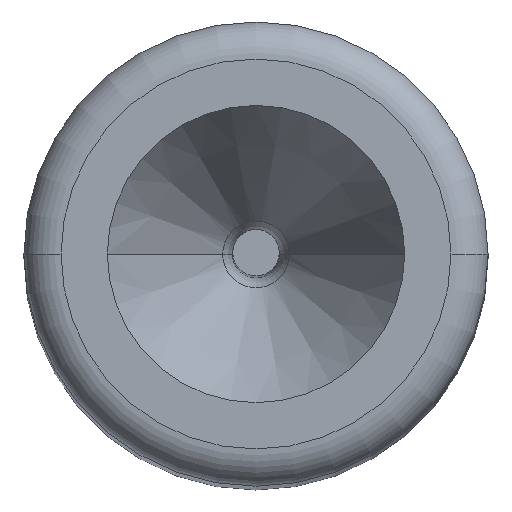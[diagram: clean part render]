
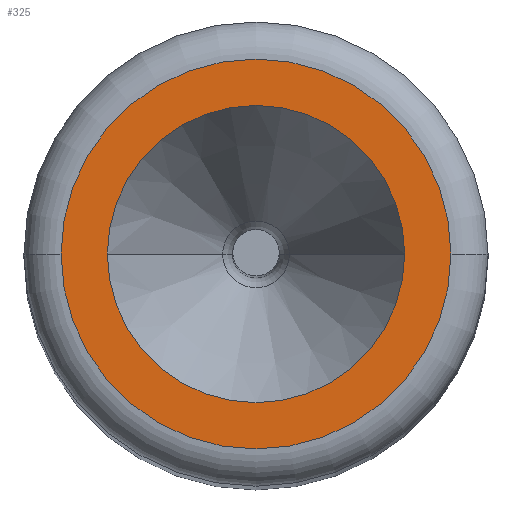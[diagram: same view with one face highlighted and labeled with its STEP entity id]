
A CAD part, top view. The second image highlights one B-rep face of the part: STEP entity #325.
In plain terms, the highlighted planar face has unit normal (0, 0, 1).
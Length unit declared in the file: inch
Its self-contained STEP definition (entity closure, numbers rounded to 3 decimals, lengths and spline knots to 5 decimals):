
#6 = CARTESIAN_POINT ( 'NONE',  ( 0.02065, 0., 0. ) ) ;
#8 = DIRECTION ( 'NONE',  ( -1., 0., 0. ) ) ;
#40 = AXIS2_PLACEMENT_3D ( 'NONE', #505, #52, #8 ) ;
#52 = DIRECTION ( 'NONE',  ( 0., 0., -1. ) ) ;
#67 = CARTESIAN_POINT ( 'NONE',  ( 0.01575, 0., 0. ) ) ;
#80 = EDGE_LOOP ( 'NONE', ( #457, #513 ) ) ;
#85 = CARTESIAN_POINT ( 'NONE',  ( 0., 0., 0. ) ) ;
#108 = CIRCLE ( 'NONE', #494, 0.02065 ) ;
#109 = CARTESIAN_POINT ( 'NONE',  ( -0.02065, 0., 0. ) ) ;
#152 = CARTESIAN_POINT ( 'NONE',  ( 0., 0., 0. ) ) ;
#155 = DIRECTION ( 'NONE',  ( 0., 0., -1. ) ) ;
#160 = DIRECTION ( 'NONE',  ( -1., 0., 0. ) ) ;
#162 = ORIENTED_EDGE ( 'NONE', *, *, #496, .T. ) ;
#165 = EDGE_CURVE ( 'NONE', #194, #311, #220, .T. ) ;
#190 = EDGE_LOOP ( 'NONE', ( #201, #162 ) ) ;
#194 = VERTEX_POINT ( 'NONE', #409 ) ;
#201 = ORIENTED_EDGE ( 'NONE', *, *, #339, .T. ) ;
#202 = VERTEX_POINT ( 'NONE', #109 ) ;
#220 = CIRCLE ( 'NONE', #495, 0.01575 ) ;
#225 = DIRECTION ( 'NONE',  ( 0., 0., 1. ) ) ;
#242 = DIRECTION ( 'NONE',  ( 1., 0., 0. ) ) ;
#243 = CIRCLE ( 'NONE', #320, 0.02065 ) ;
#300 = VERTEX_POINT ( 'NONE', #6 ) ;
#301 = PLANE ( 'NONE',  #512 ) ;
#305 = DIRECTION ( 'NONE',  ( 0., 0., 1. ) ) ;
#311 = VERTEX_POINT ( 'NONE', #67 ) ;
#320 = AXIS2_PLACEMENT_3D ( 'NONE', #487, #305, #242 ) ;
#325 = ADVANCED_FACE ( 'NONE', ( #380, #443 ), #301, .T. ) ;
#334 = DIRECTION ( 'NONE',  ( 1., 0., 0. ) ) ;
#338 = DIRECTION ( 'NONE',  ( 0., 0., 1. ) ) ;
#339 = EDGE_CURVE ( 'NONE', #300, #202, #108, .T. ) ;
#350 = CARTESIAN_POINT ( 'NONE',  ( 0., 0., 0. ) ) ;
#380 = FACE_OUTER_BOUND ( 'NONE', #190, .T. ) ;
#402 = CIRCLE ( 'NONE', #40, 0.01575 ) ;
#409 = CARTESIAN_POINT ( 'NONE',  ( -0.01575, 0., 0. ) ) ;
#437 = EDGE_CURVE ( 'NONE', #311, #194, #402, .T. ) ;
#443 = FACE_BOUND ( 'NONE', #80, .T. ) ;
#457 = ORIENTED_EDGE ( 'NONE', *, *, #437, .T. ) ;
#487 = CARTESIAN_POINT ( 'NONE',  ( 0., 0., 0. ) ) ;
#494 = AXIS2_PLACEMENT_3D ( 'NONE', #85, #338, #334 ) ;
#495 = AXIS2_PLACEMENT_3D ( 'NONE', #152, #155, #160 ) ;
#496 = EDGE_CURVE ( 'NONE', #202, #300, #243, .T. ) ;
#505 = CARTESIAN_POINT ( 'NONE',  ( 0., 0., 0. ) ) ;
#512 = AXIS2_PLACEMENT_3D ( 'NONE', #350, #225, #524 ) ;
#513 = ORIENTED_EDGE ( 'NONE', *, *, #165, .T. ) ;
#524 = DIRECTION ( 'NONE',  ( 1., 0., 0. ) ) ;
